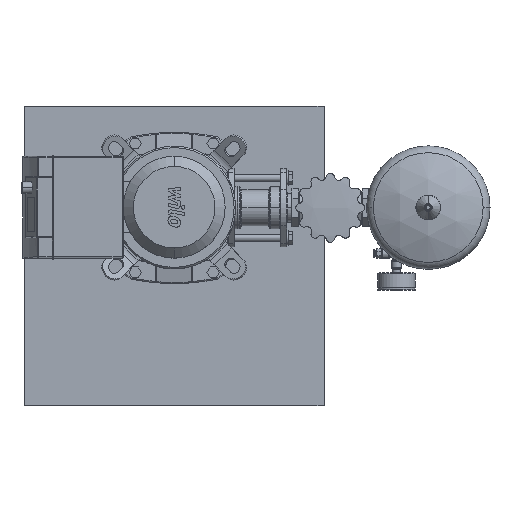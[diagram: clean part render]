
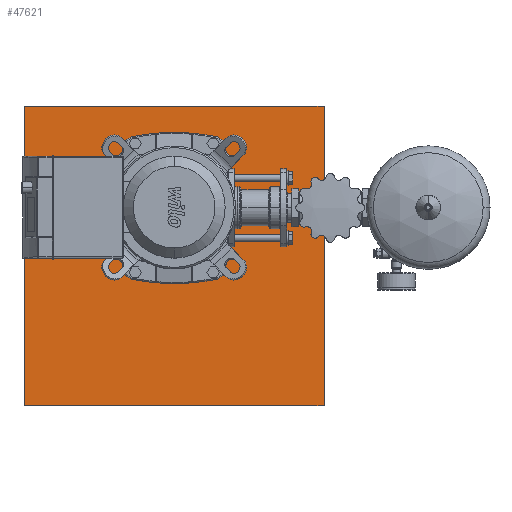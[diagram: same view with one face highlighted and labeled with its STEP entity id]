
A CAD part, top view. The second image highlights one B-rep face of the part: STEP entity #47621.
In plain terms, the highlighted planar face has unit normal (0, 0, 1).
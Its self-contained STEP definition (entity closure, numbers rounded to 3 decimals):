
#47582=CARTESIAN_POINT('',(-250.0,0.0,125.0));
#47583=DIRECTION('',(0.0,0.0,1.0));
#47584=DIRECTION('',(0.0,-1.0,0.0));
#47585=AXIS2_PLACEMENT_3D('',#47582,#47583,#47584);
#47586=PLANE('',#47585);
#47587=CARTESIAN_POINT('',(250.0,-250.0,125.));
#47588=VERTEX_POINT('',#47587);
#47589=CARTESIAN_POINT('',(250.0,250.0,125.));
#47590=VERTEX_POINT('',#47589);
#47591=CARTESIAN_POINT('',(250.0,-250.0,125.));
#47592=DIRECTION('',(0.0,1.0,0.0));
#47593=VECTOR('',#47592,500.0);
#47594=LINE('',#47591,#47593);
#47595=EDGE_CURVE('',#47588,#47590,#47594,.T.);
#47596=ORIENTED_EDGE('',*,*,#47595,.T.);
#47597=CARTESIAN_POINT('',(-250.0,250.0,125.));
#47598=VERTEX_POINT('',#47597);
#47599=CARTESIAN_POINT('',(-250.0,250.0,125.));
#47600=DIRECTION('',(1.0,0.0,0.0));
#47601=VECTOR('',#47600,500.0);
#47602=LINE('',#47599,#47601);
#47603=EDGE_CURVE('',#47598,#47590,#47602,.T.);
#47604=ORIENTED_EDGE('',*,*,#47603,.F.);
#47605=CARTESIAN_POINT('',(-250.0,-250.0,125.));
#47606=VERTEX_POINT('',#47605);
#47607=CARTESIAN_POINT('',(-250.0,250.0,125.));
#47608=DIRECTION('',(0.0,-1.0,0.0));
#47609=VECTOR('',#47608,500.0);
#47610=LINE('',#47607,#47609);
#47611=EDGE_CURVE('',#47598,#47606,#47610,.T.);
#47612=ORIENTED_EDGE('',*,*,#47611,.T.);
#47613=CARTESIAN_POINT('',(-250.0,-250.0,125.));
#47614=DIRECTION('',(1.0,0.0,0.0));
#47615=VECTOR('',#47614,500.0);
#47616=LINE('',#47613,#47615);
#47617=EDGE_CURVE('',#47606,#47588,#47616,.T.);
#47618=ORIENTED_EDGE('',*,*,#47617,.T.);
#47619=EDGE_LOOP('',(#47596,#47604,#47612,#47618));
#47620=FACE_OUTER_BOUND('',#47619,.T.);
#47621=ADVANCED_FACE('',(#47620),#47586,.T.);
